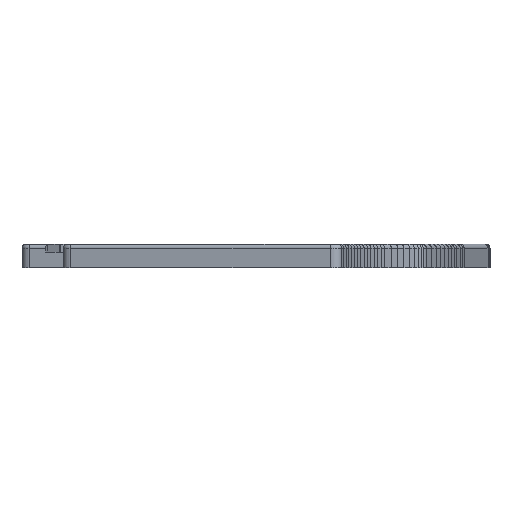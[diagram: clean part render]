
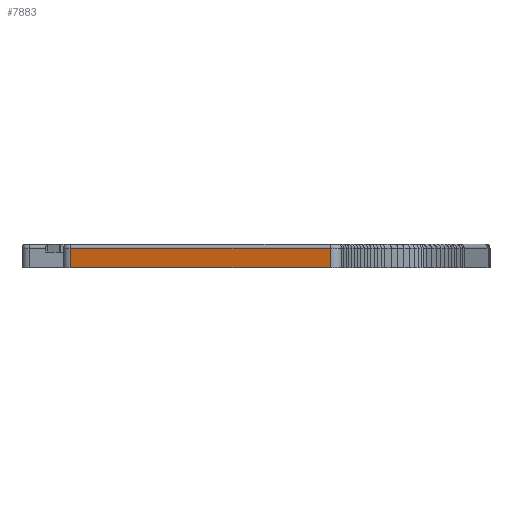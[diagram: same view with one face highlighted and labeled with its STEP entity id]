
A CAD part, left-side view. The second image highlights one B-rep face of the part: STEP entity #7883.
In plain terms, the highlighted planar face has unit normal (-0.974, 0.225, 0).
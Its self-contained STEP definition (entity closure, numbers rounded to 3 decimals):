
#592=FACE_OUTER_BOUND('',#1055,.T.);
#1055=EDGE_LOOP('',(#5883,#5884,#5885,#5886));
#1820=LINE('',#12576,#2742);
#1821=LINE('',#12579,#2743);
#1823=LINE('',#12590,#2745);
#1824=LINE('',#12592,#2746);
#2742=VECTOR('',#9781,10.);
#2743=VECTOR('',#9784,10.);
#2745=VECTOR('',#9798,10.);
#2746=VECTOR('',#9801,10.);
#3677=VERTEX_POINT('',#12570);
#3678=VERTEX_POINT('',#12574);
#3679=VERTEX_POINT('',#12578);
#3681=VERTEX_POINT('',#12586);
#4520=EDGE_CURVE('',#3678,#3677,#1820,.T.);
#4521=EDGE_CURVE('',#3677,#3679,#1821,.T.);
#4527=EDGE_CURVE('',#3679,#3681,#1823,.T.);
#4528=EDGE_CURVE('',#3681,#3678,#1824,.F.);
#5883=ORIENTED_EDGE('',*,*,#4520,.F.);
#5884=ORIENTED_EDGE('',*,*,#4528,.F.);
#5885=ORIENTED_EDGE('',*,*,#4527,.F.);
#5886=ORIENTED_EDGE('',*,*,#4521,.F.);
#7532=PLANE('',#8477);
#7883=ADVANCED_FACE('',(#592),#7532,.T.);
#8477=AXIS2_PLACEMENT_3D('',#12591,#9799,#9800);
#9781=DIRECTION('',(0.,0.,1.));
#9784=DIRECTION('',(-0.225,-0.974,0.));
#9798=DIRECTION('',(0.,0.,-1.));
#9799=DIRECTION('center_axis',(-0.974,0.225,0.));
#9800=DIRECTION('ref_axis',(-0.225,-0.974,0.));
#9801=DIRECTION('',(-0.225,-0.974,0.));
#12570=CARTESIAN_POINT('',(-110.503,47.008,1.));
#12574=CARTESIAN_POINT('',(-110.503,47.008,-4.));
#12576=CARTESIAN_POINT('',(-110.503,47.008,0.));
#12578=CARTESIAN_POINT('',(-125.691,-18.864,1.));
#12579=CARTESIAN_POINT('',(-112.49,38.39,1.));
#12586=CARTESIAN_POINT('',(-125.691,-18.864,-4.));
#12590=CARTESIAN_POINT('',(-125.691,-18.864,0.));
#12591=CARTESIAN_POINT('Origin',(-110.458,47.203,0.));
#12592=CARTESIAN_POINT('',(-120.128,5.261,-4.));
